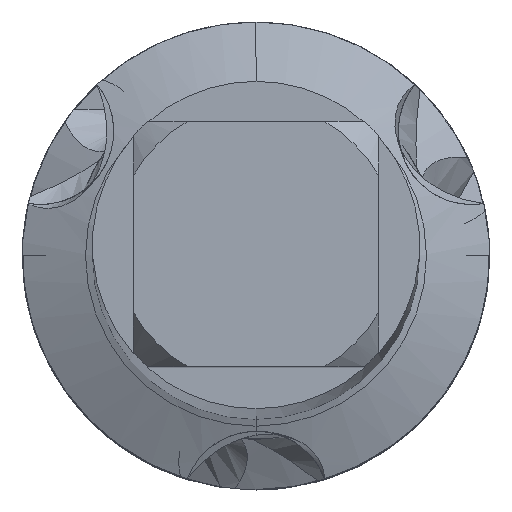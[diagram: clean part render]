
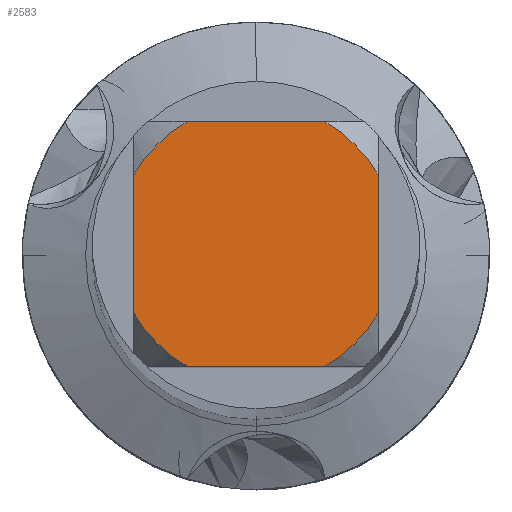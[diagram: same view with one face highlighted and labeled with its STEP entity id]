
A CAD part, top view. The second image highlights one B-rep face of the part: STEP entity #2583.
In plain terms, the highlighted planar face has unit normal (0, 0, 1).
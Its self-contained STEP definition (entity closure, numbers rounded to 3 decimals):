
#1187=EDGE_CURVE('',#2483,#3373,#3494,.T.);
#1319=VERTEX_POINT('',#3641);
#1645=VERTEX_POINT('',#3996);
#1691=EDGE_CURVE('',#1319,#1713,#4042,.T.);
#1713=VERTEX_POINT('',#4068);
#1765=EDGE_CURVE('',#1319,#1645,#4124,.T.);
#1865=EDGE_CURVE('',#2237,#1645,#4227,.T.);
#2211=VERTEX_POINT('',#4606);
#2237=VERTEX_POINT('',#4633);
#2483=VERTEX_POINT('',#4908);
#2583=ADVANCED_FACE('',(#5018),#5019,.T.);
#2601=EDGE_CURVE('',#2237,#3373,#5040,.T.);
#2699=EDGE_CURVE('',#2483,#2211,#5147,.T.);
#2729=VERTEX_POINT('',#5178);
#3165=EDGE_CURVE('',#2729,#2211,#5649,.T.);
#3373=VERTEX_POINT('',#5883);
#3387=EDGE_CURVE('',#2729,#1713,#5898,.T.);
#3494=LINE('',#6007,#6008);
#3641=CARTESIAN_POINT('',(-1.05,0.581,0.0));
#3996=CARTESIAN_POINT('',(-0.581,1.05,0.0));
#4042=LINE('',#7610,#7611);
#4068=CARTESIAN_POINT('',(-1.05,-0.581,0.0));
#4124=CIRCLE('',#7956,1.2);
#4227=LINE('',#8286,#8287);
#4606=CARTESIAN_POINT('',(0.581,-1.05,0.0));
#4633=CARTESIAN_POINT('',(0.581,1.05,0.0));
#4908=CARTESIAN_POINT('',(1.05,-0.581,0.0));
#5018=FACE_OUTER_BOUND('',#10060,.T.);
#5019=PLANE('',#10061);
#5040=CIRCLE('',#10088,1.2);
#5147=CIRCLE('',#10706,1.2);
#5178=CARTESIAN_POINT('',(-0.581,-1.05,0.0));
#5649=LINE('',#11946,#11947);
#5883=CARTESIAN_POINT('',(1.05,0.581,0.0));
#5898=CIRCLE('',#12550,1.2);
#6007=CARTESIAN_POINT('',(1.05,0.3,0.0));
#6008=VECTOR('',#12775,1.0);
#7610=CARTESIAN_POINT('',(-1.05,0.3,0.0));
#7611=VECTOR('',#13423,1.0);
#7956=AXIS2_PLACEMENT_3D('',#13512,#13513,#13514);
#8286=CARTESIAN_POINT('',(0.0,1.05,0.0));
#8287=VECTOR('',#13585,1.0);
#10060=EDGE_LOOP('',(#14509,#14510,#14511,#14512,#14513,#14514,#14515,#14516));
#10061=AXIS2_PLACEMENT_3D('',#14517,#14518,#14519);
#10088=AXIS2_PLACEMENT_3D('',#14552,#14553,#14554);
#10706=AXIS2_PLACEMENT_3D('',#14716,#14717,#14718);
#11946=CARTESIAN_POINT('',(0.0,-1.05,0.0));
#11947=VECTOR('',#15182,1.0);
#12550=AXIS2_PLACEMENT_3D('',#15463,#15464,#15465);
#12775=DIRECTION('',(-0.0,1.0,0.0));
#13423=DIRECTION('',(-0.0,-1.0,0.0));
#13512=CARTESIAN_POINT('',(0.0,0.0,0.0));
#13513=DIRECTION('',(0.0,0.0,-1.0));
#13514=DIRECTION('',(0.0,1.0,0.0));
#13585=DIRECTION('',(-1.0,0.0,0.0));
#14509=ORIENTED_EDGE('',*,*,#1691,.T.);
#14510=ORIENTED_EDGE('',*,*,#3387,.F.);
#14511=ORIENTED_EDGE('',*,*,#3165,.T.);
#14512=ORIENTED_EDGE('',*,*,#2699,.F.);
#14513=ORIENTED_EDGE('',*,*,#1187,.T.);
#14514=ORIENTED_EDGE('',*,*,#2601,.F.);
#14515=ORIENTED_EDGE('',*,*,#1865,.T.);
#14516=ORIENTED_EDGE('',*,*,#1765,.F.);
#14517=CARTESIAN_POINT('',(0.0,0.6,0.0));
#14518=DIRECTION('',(-0.0,0.0,1.0));
#14519=DIRECTION('',(0.0,-1.0,0.0));
#14552=CARTESIAN_POINT('',(0.0,0.0,0.0));
#14553=DIRECTION('',(0.0,0.0,-1.0));
#14554=DIRECTION('',(0.0,1.0,0.0));
#14716=CARTESIAN_POINT('',(0.0,0.0,0.0));
#14717=DIRECTION('',(0.0,0.0,-1.0));
#14718=DIRECTION('',(0.0,1.0,0.0));
#15182=DIRECTION('',(1.0,0.0,0.0));
#15463=CARTESIAN_POINT('',(0.0,0.0,0.0));
#15464=DIRECTION('',(0.0,0.0,-1.0));
#15465=DIRECTION('',(0.0,1.0,0.0));
